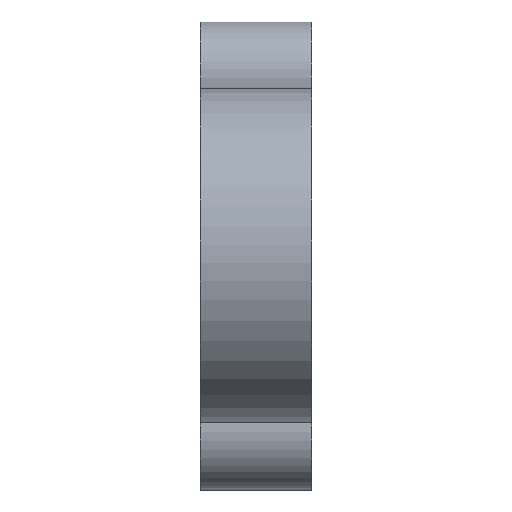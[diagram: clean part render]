
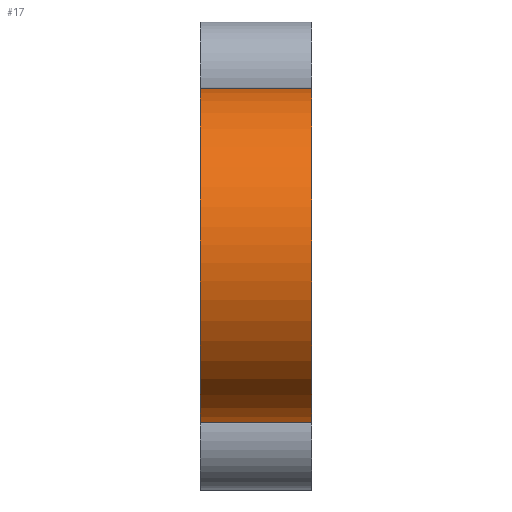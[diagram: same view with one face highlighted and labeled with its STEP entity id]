
A CAD part, top view. The second image highlights one B-rep face of the part: STEP entity #17.
In plain terms, the highlighted free-form (B-spline) face has degree [2, 1] with [5, 2] control points.
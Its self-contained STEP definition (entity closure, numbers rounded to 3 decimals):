
#17 = ADVANCED_FACE('',(#18),#54,.T.);
#18 = FACE_BOUND('',#19,.T.);
#19 = EDGE_LOOP('',(#20,#29,#39,#46));
#20 = ORIENTED_EDGE('',*,*,#21,.F.);
#21 = EDGE_CURVE('',#22,#24,#26,.T.);
#22 = VERTEX_POINT('',#23);
#23 = CARTESIAN_POINT('',(-14.864,22.296,-38.618
    ));
#24 = VERTEX_POINT('',#25);
#25 = CARTESIAN_POINT('',(14.864,22.296,-38.618
    ));
#26 = B_SPLINE_CURVE_WITH_KNOTS('',1,(#27,#28),.UNSPECIFIED.,.F.,.F.,(2,
    2),(-10.,10.),.PIECEWISE_BEZIER_KNOTS.);
#27 = CARTESIAN_POINT('',(-14.864,22.296,-38.618
    ));
#28 = CARTESIAN_POINT('',(14.864,22.296,-38.618
    ));
#29 = ORIENTED_EDGE('',*,*,#30,.T.);
#30 = EDGE_CURVE('',#22,#31,#33,.T.);
#31 = VERTEX_POINT('',#32);
#32 = CARTESIAN_POINT('',(-14.864,-22.296,
    -38.618));
#33 = ( BOUNDED_CURVE() B_SPLINE_CURVE(2,(#34,#35,#36,#37,#38),
.UNSPECIFIED.,.F.,.F.) B_SPLINE_CURVE_WITH_KNOTS((3,2,3),(3.665
,6.283,8.901),.PIECEWISE_BEZIER_KNOTS.) CURVE() 
GEOMETRIC_REPRESENTATION_ITEM() RATIONAL_B_SPLINE_CURVE((1.,
0.259,1.,0.259,1.)) REPRESENTATION_ITEM('') );
#34 = CARTESIAN_POINT('',(-14.864,22.296,
    -38.618));
#35 = CARTESIAN_POINT('',(-14.864,166.422,44.593
    ));
#36 = CARTESIAN_POINT('',(-14.864,0.,
    44.593));
#37 = CARTESIAN_POINT('',(-14.864,-166.422,44.593
    ));
#38 = CARTESIAN_POINT('',(-14.864,-22.296,
    -38.618));
#39 = ORIENTED_EDGE('',*,*,#40,.T.);
#40 = EDGE_CURVE('',#31,#41,#43,.T.);
#41 = VERTEX_POINT('',#42);
#42 = CARTESIAN_POINT('',(14.864,-22.296,
    -38.618));
#43 = B_SPLINE_CURVE_WITH_KNOTS('',1,(#44,#45),.UNSPECIFIED.,.F.,.F.,(2,
    2),(-10.,10.),.PIECEWISE_BEZIER_KNOTS.);
#44 = CARTESIAN_POINT('',(-14.864,-22.296,
    -38.618));
#45 = CARTESIAN_POINT('',(14.864,-22.296,
    -38.618));
#46 = ORIENTED_EDGE('',*,*,#47,.F.);
#47 = EDGE_CURVE('',#24,#41,#48,.T.);
#48 = ( BOUNDED_CURVE() B_SPLINE_CURVE(2,(#49,#50,#51,#52,#53),
.UNSPECIFIED.,.F.,.F.) B_SPLINE_CURVE_WITH_KNOTS((3,2,3),(3.665
,6.283,8.901),.PIECEWISE_BEZIER_KNOTS.) CURVE() 
GEOMETRIC_REPRESENTATION_ITEM() RATIONAL_B_SPLINE_CURVE((1.,
0.259,1.,0.259,1.)) REPRESENTATION_ITEM('') );
#49 = CARTESIAN_POINT('',(14.864,22.296,
    -38.618));
#50 = CARTESIAN_POINT('',(14.864,166.422,44.593
    ));
#51 = CARTESIAN_POINT('',(14.864,0.,
    44.593));
#52 = CARTESIAN_POINT('',(14.864,-166.422,44.593
    ));
#53 = CARTESIAN_POINT('',(14.864,-22.296,
    -38.618));
#54 = ( BOUNDED_SURFACE() B_SPLINE_SURFACE(2,1,(
    (#55,#56)
    ,(#57,#58)
    ,(#59,#60)
    ,(#61,#62)
,(#63,#64
    )),.UNSPECIFIED.,.F.,.F.,.F.) B_SPLINE_SURFACE_WITH_KNOTS((3,2,3),(2
    ,2),(0.,2.618,5.236),(-10.,10.),
.PIECEWISE_BEZIER_KNOTS.) GEOMETRIC_REPRESENTATION_ITEM() 
RATIONAL_B_SPLINE_SURFACE((
    (1.,1.)
    ,(0.259,0.259)
    ,(1.,1.)
    ,(0.259,0.259)
,(1.,1.))) REPRESENTATION_ITEM('') SURFACE() );
#55 = CARTESIAN_POINT('',(-14.864,22.296,-38.618
    ));
#56 = CARTESIAN_POINT('',(14.864,22.296,-38.618
    ));
#57 = CARTESIAN_POINT('',(-14.864,166.422,
    44.593));
#58 = CARTESIAN_POINT('',(14.864,166.422,
    44.593));
#59 = CARTESIAN_POINT('',(-14.864,0.,
    44.593));
#60 = CARTESIAN_POINT('',(14.864,0.,
    44.593));
#61 = CARTESIAN_POINT('',(-14.864,-166.422,
    44.593));
#62 = CARTESIAN_POINT('',(14.864,-166.422,
    44.593));
#63 = CARTESIAN_POINT('',(-14.864,-22.296,
    -38.618));
#64 = CARTESIAN_POINT('',(14.864,-22.296,
    -38.618));
